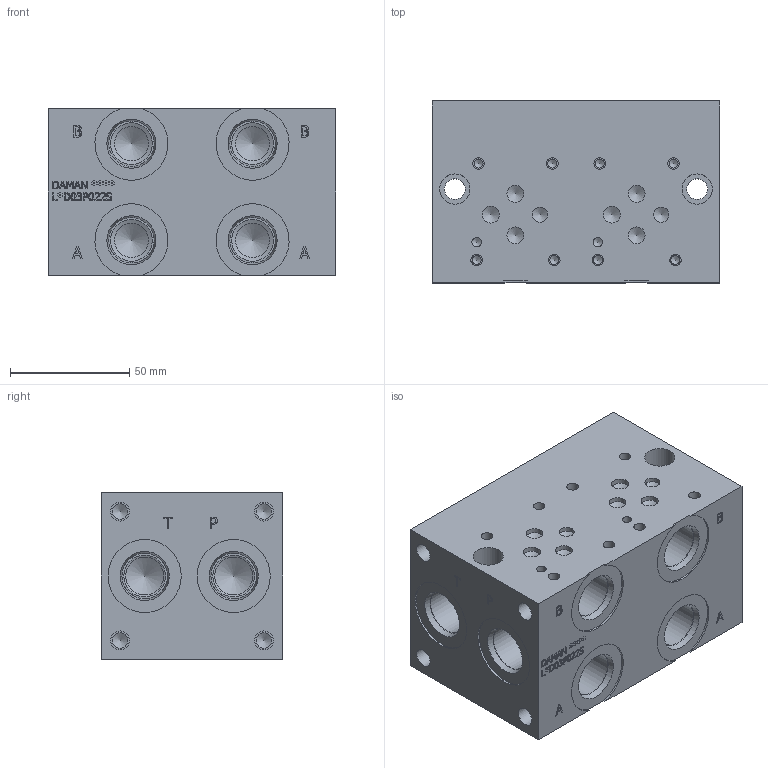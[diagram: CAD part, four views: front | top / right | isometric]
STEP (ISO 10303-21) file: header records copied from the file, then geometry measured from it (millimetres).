
FILE_DESCRIPTION(/* description */ (''),/* implementation_level */ '2;1');
FILE_NAME(/* name */ 'L_D03P022S.stp',/* time_stamp */ '2022-10-27T09:25:20-04:00',/* author */ ('mikeh'),/* organization */ (''),/* preprocessor_version */ 'ST-DEVELOPER v18',/* originating_system */ 'Autodesk Inventor 2020',/* authorisation */ '');
FILE_SCHEMA (('AUTOMOTIVE_DESIGN { 1 0 10303 214 3 1 1 }'));
Length unit declared in the file: millimetre
Products named in the file (1): Part_LAD03P022S_3D
Bounding box: 120.65 x 76.2 x 69.85 mm (x, y, z)
Volume: 569146.5 mm3; surface area: 66215.3 mm2
Topology: 1 solids, 1 shells, 634 faces, 1738 edges, 1178 vertices
Faces by surface type: plane 341, bspline 149, cylinder 86, cone 58
Full cylindrical faces by diameter (mm): 3.785 x8, 3.962 x2, 4.826 x8, 6.35 x2, 6.528 x8, 7.137 x6, 7.925 x8, 8.738 x2, 12.7 x2, 14.3 x4, 15.875 x4, 17.501 x8, 19.05 x8, 19.253 x8, 30.632 x4
Entity records: 21269 total; most frequent: CARTESIAN_POINT 5454, ORIENTED_EDGE 3408, DIRECTION 2690, EDGE_CURVE 1704, VERTEX_POINT 1178, LINE 1094, VECTOR 1094, AXIS2_PLACEMENT_3D 798
